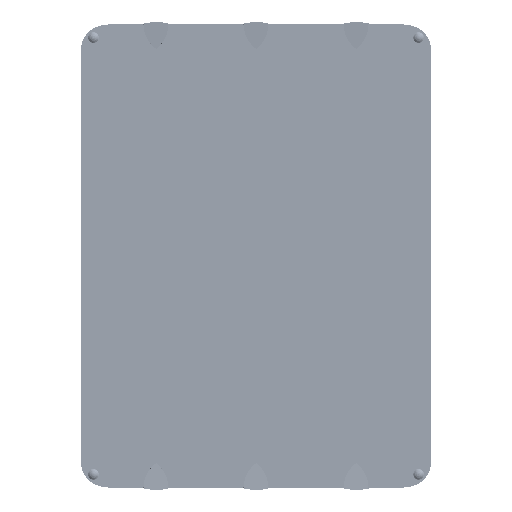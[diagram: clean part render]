
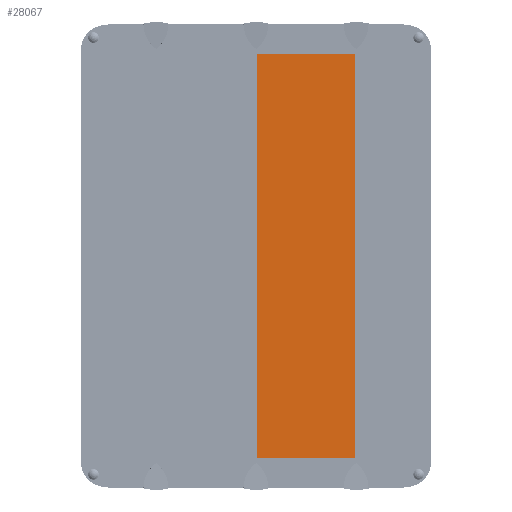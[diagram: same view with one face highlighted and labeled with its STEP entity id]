
A CAD part, front view. The second image highlights one B-rep face of the part: STEP entity #28067.
In plain terms, the highlighted face is planar.
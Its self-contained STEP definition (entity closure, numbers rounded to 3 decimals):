
#24741=DIRECTION('',(1.,0.,0.));
#24742=VECTOR('',#24741,117.3);
#24743=CARTESIAN_POINT('',(-120.8,0.,-242.));
#24744=LINE('',#24743,#24742);
#24755=DIRECTION('',(0.,0.,-1.));
#24756=VECTOR('',#24755,484.);
#24757=CARTESIAN_POINT('',(-120.8,0.,242.));
#24758=LINE('',#24757,#24756);
#25904=DIRECTION('',(-1.,0.,0.));
#25905=VECTOR('',#25904,117.3);
#25906=CARTESIAN_POINT('',(-3.5,0.,242.));
#25907=LINE('',#25906,#25905);
#25911=DIRECTION('',(0.,0.,1.));
#25912=VECTOR('',#25911,484.);
#25913=CARTESIAN_POINT('',(-3.5,0.,-242.));
#25914=LINE('',#25913,#25912);
#26899=CARTESIAN_POINT('',(-120.8,0.,-242.));
#26901=VERTEX_POINT('',#26899);
#26902=CARTESIAN_POINT('',(-3.5,0.,-242.));
#26903=VERTEX_POINT('',#26902);
#27168=CARTESIAN_POINT('',(-3.5,0.,242.));
#27170=VERTEX_POINT('',#27168);
#27434=CARTESIAN_POINT('',(-120.8,0.,242.));
#27435=VERTEX_POINT('',#27434);
#28056=CARTESIAN_POINT('',(-120.8,0.,0.));
#28057=DIRECTION('',(0.,1.,0.));
#28058=DIRECTION('',(0.,0.,1.));
#28059=AXIS2_PLACEMENT_3D('',#28056,#28057,#28058);
#28060=PLANE('',#28059);
#28061=ORIENTED_EDGE('',*,*,#28037,.T.);
#28062=ORIENTED_EDGE('',*,*,#27742,.T.);
#28063=ORIENTED_EDGE('',*,*,#27727,.T.);
#28064=ORIENTED_EDGE('',*,*,#28048,.T.);
#28065=EDGE_LOOP('',(#28061,#28062,#28063,#28064));
#28066=FACE_OUTER_BOUND('',#28065,.F.);
#28067=ADVANCED_FACE('',(#28066),#28060,.T.);
#27727=EDGE_CURVE('',#26901,#26903,#24744,.T.);
#27742=EDGE_CURVE('',#27435,#26901,#24758,.T.);
#28037=EDGE_CURVE('',#27170,#27435,#25907,.T.);
#28048=EDGE_CURVE('',#26903,#27170,#25914,.T.);
